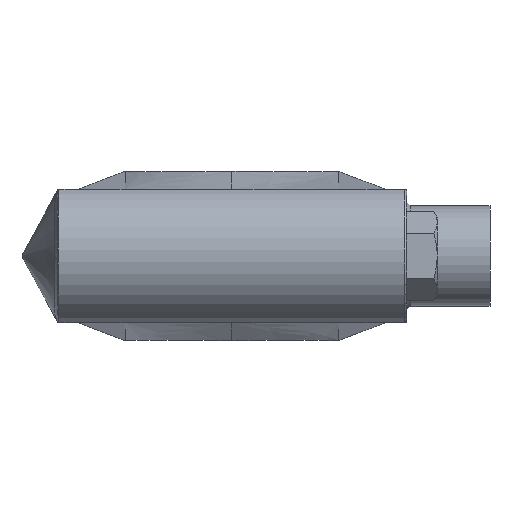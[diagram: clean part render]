
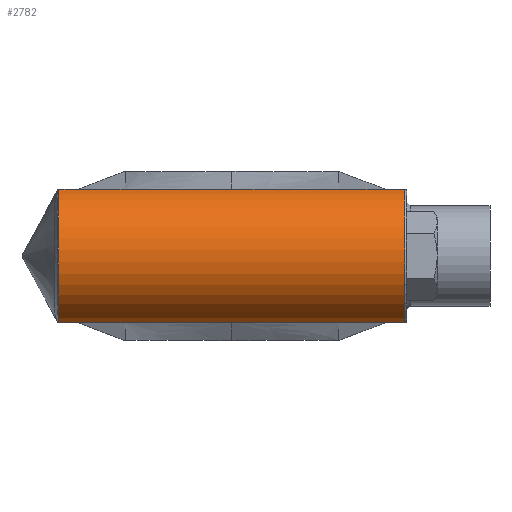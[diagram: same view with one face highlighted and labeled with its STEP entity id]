
A CAD part, left-side view. The second image highlights one B-rep face of the part: STEP entity #2782.
In plain terms, the highlighted cylindrical face has radius 9.982 mm (diameter 19.964 mm), a partial arc.
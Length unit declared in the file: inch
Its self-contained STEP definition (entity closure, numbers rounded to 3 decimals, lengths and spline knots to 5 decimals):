
#10 = EDGE_CURVE ( 'NONE', #1017, #256, #1947, .T. ) ;
#50 = EDGE_CURVE ( 'NONE', #1043, #797, #1111, .T. ) ;
#51 = DIRECTION ( 'NONE',  ( 0., -1., 0. ) ) ;
#96 = CARTESIAN_POINT ( 'NONE',  ( -0.96958, 1.476, 0.375 ) ) ;
#139 = ORIENTED_EDGE ( 'NONE', *, *, #199, .F. ) ;
#151 = DIRECTION ( 'NONE',  ( 0., -1., 0. ) ) ;
#175 = CARTESIAN_POINT ( 'NONE',  ( -0.96958, 0.031, -0.375 ) ) ;
#199 = EDGE_CURVE ( 'NONE', #1156, #1692, #995, .T. ) ;
#217 = VECTOR ( 'NONE', #2909, 39.37008 ) ;
#256 = VERTEX_POINT ( 'NONE', #789 ) ;
#335 = LINE ( 'NONE', #3304, #590 ) ;
#344 = CARTESIAN_POINT ( 'NONE',  ( -0.852, -0.614, 0. ) ) ;
#373 = CARTESIAN_POINT ( 'NONE',  ( -0.96958, -0.614, -0.375 ) ) ;
#378 = VECTOR ( 'NONE', #51, 39.37008 ) ;
#424 = LINE ( 'NONE', #1822, #2489 ) ;
#427 = VERTEX_POINT ( 'NONE', #1907 ) ;
#536 = AXIS2_PLACEMENT_3D ( 'NONE', #3339, #1711, #2505 ) ;
#543 = EDGE_CURVE ( 'NONE', #2256, #682, #1577, .T. ) ;
#556 = EDGE_CURVE ( 'NONE', #1017, #1156, #2193, .T. ) ;
#590 = VECTOR ( 'NONE', #3029, 39.37008 ) ;
#682 = VERTEX_POINT ( 'NONE', #937 ) ;
#705 = EDGE_LOOP ( 'NONE', ( #1712, #2542, #2755, #3020, #2936, #1808, #139, #2058, #2392, #2437, #3491, #1963, #2800, #1820 ) ) ;
#725 = CARTESIAN_POINT ( 'NONE',  ( -0.96958, -0.169, -0.375 ) ) ;
#739 = CARTESIAN_POINT ( 'NONE',  ( -0.96958, 0.431, 0.375 ) ) ;
#789 = CARTESIAN_POINT ( 'NONE',  ( -0.96958, -0.541, 0.375 ) ) ;
#797 = VERTEX_POINT ( 'NONE', #1561 ) ;
#920 = DIRECTION ( 'NONE',  ( 0., 1., 0. ) ) ;
#937 = CARTESIAN_POINT ( 'NONE',  ( -0.96958, 1.403, -0.375 ) ) ;
#940 = CARTESIAN_POINT ( 'NONE',  ( -0.96958, -0.431, -0.375 ) ) ;
#958 = LINE ( 'NONE', #2897, #217 ) ;
#995 = LINE ( 'NONE', #373, #1547 ) ;
#1017 = VERTEX_POINT ( 'NONE', #1221 ) ;
#1043 = VERTEX_POINT ( 'NONE', #2007 ) ;
#1111 = LINE ( 'NONE', #96, #378 ) ;
#1117 = CARTESIAN_POINT ( 'NONE',  ( -0.96958, 1.293, -0.375 ) ) ;
#1138 = DIRECTION ( 'NONE',  ( 0., 1., 0. ) ) ;
#1155 = CYLINDRICAL_SURFACE ( 'NONE', #1573, 0.393 ) ;
#1156 = VERTEX_POINT ( 'NONE', #940 ) ;
#1196 = VECTOR ( 'NONE', #1441, 39.37008 ) ;
#1221 = CARTESIAN_POINT ( 'NONE',  ( -0.96958, -0.541, -0.375 ) ) ;
#1307 = CARTESIAN_POINT ( 'NONE',  ( -0.96958, 0.031, 0.375 ) ) ;
#1313 = EDGE_CURVE ( 'NONE', #1640, #427, #3474, .T. ) ;
#1369 = CARTESIAN_POINT ( 'NONE',  ( -0.96958, 1.031, 0.375 ) ) ;
#1441 = DIRECTION ( 'NONE',  ( 0., 1., 0. ) ) ;
#1483 = VECTOR ( 'NONE', #1138, 39.37008 ) ;
#1493 = EDGE_CURVE ( 'NONE', #256, #1850, #958, .T. ) ;
#1500 = CARTESIAN_POINT ( 'NONE',  ( -0.96958, -0.431, 0.375 ) ) ;
#1547 = VECTOR ( 'NONE', #2834, 39.37008 ) ;
#1561 = CARTESIAN_POINT ( 'NONE',  ( -0.96958, 1.031, 0.375 ) ) ;
#1573 = AXIS2_PLACEMENT_3D ( 'NONE', #344, #920, #1693 ) ;
#1577 = CIRCLE ( 'NONE', #2993, 0.393 ) ;
#1612 = VERTEX_POINT ( 'NONE', #1117 ) ;
#1633 = CARTESIAN_POINT ( 'NONE',  ( -0.96958, 0.431, 0.375 ) ) ;
#1640 = VERTEX_POINT ( 'NONE', #2691 ) ;
#1649 = VERTEX_POINT ( 'NONE', #2996 ) ;
#1685 = DIRECTION ( 'NONE',  ( 0., 0., 1. ) ) ;
#1692 = VERTEX_POINT ( 'NONE', #3042 ) ;
#1693 = DIRECTION ( 'NONE',  ( 0., 0., 1. ) ) ;
#1711 = DIRECTION ( 'NONE',  ( 0., 1., 0. ) ) ;
#1712 = ORIENTED_EDGE ( 'NONE', *, *, #3433, .F. ) ;
#1718 = CARTESIAN_POINT ( 'NONE',  ( -0.96958, -0.551, -0.375 ) ) ;
#1808 = ORIENTED_EDGE ( 'NONE', *, *, #3348, .T. ) ;
#1820 = ORIENTED_EDGE ( 'NONE', *, *, #50, .F. ) ;
#1822 = CARTESIAN_POINT ( 'NONE',  ( -0.96958, 1.413, 0.375 ) ) ;
#1840 = B_SPLINE_CURVE_WITH_KNOTS ( 'NONE', 3,
 ( #1633, #2970, #3215, #1369 ),
 .UNSPECIFIED., .F., .F.,
 ( 4, 4 ),
 ( 0., 1. ),
 .UNSPECIFIED. ) ;
#1850 = VERTEX_POINT ( 'NONE', #1500 ) ;
#1907 = CARTESIAN_POINT ( 'NONE',  ( -0.96958, 1.031, -0.375 ) ) ;
#1947 = CIRCLE ( 'NONE', #536, 0.393 ) ;
#1963 = ORIENTED_EDGE ( 'NONE', *, *, #2371, .F. ) ;
#2007 = CARTESIAN_POINT ( 'NONE',  ( -0.96958, 1.293, 0.375 ) ) ;
#2058 = ORIENTED_EDGE ( 'NONE', *, *, #556, .F. ) ;
#2061 = CARTESIAN_POINT ( 'NONE',  ( -0.96958, 1.031, -0.375 ) ) ;
#2082 = CARTESIAN_POINT ( 'NONE',  ( -0.96958, 0.831, -0.375 ) ) ;
#2088 = DIRECTION ( 'NONE',  ( 0., -1., 0. ) ) ;
#2095 = CARTESIAN_POINT ( 'NONE',  ( -0.96958, 0.431, -0.375 ) ) ;
#2102 = CARTESIAN_POINT ( 'NONE',  ( -0.96958, 1.476, -0.375 ) ) ;
#2105 = EDGE_CURVE ( 'NONE', #1850, #2313, #2454, .T. ) ;
#2131 = B_SPLINE_CURVE_WITH_KNOTS ( 'NONE', 3,
 ( #3437, #2337, #175, #725 ),
 .UNSPECIFIED., .F., .F.,
 ( 4, 4 ),
 ( 0., 1. ),
 .UNSPECIFIED. ) ;
#2159 = B_SPLINE_CURVE_WITH_KNOTS ( 'NONE', 3,
 ( #739, #3429, #1307, #3190 ),
 .UNSPECIFIED., .F., .F.,
 ( 4, 4 ),
 ( 0., 1. ),
 .UNSPECIFIED. ) ;
#2193 = LINE ( 'NONE', #1718, #1483 ) ;
#2256 = VERTEX_POINT ( 'NONE', #3380 ) ;
#2313 = VERTEX_POINT ( 'NONE', #3453 ) ;
#2337 = CARTESIAN_POINT ( 'NONE',  ( -0.96958, 0.231, -0.375 ) ) ;
#2371 = EDGE_CURVE ( 'NONE', #1649, #2313, #2159, .T. ) ;
#2392 = ORIENTED_EDGE ( 'NONE', *, *, #10, .T. ) ;
#2437 = ORIENTED_EDGE ( 'NONE', *, *, #1493, .T. ) ;
#2446 = EDGE_CURVE ( 'NONE', #1649, #797, #1840, .T. ) ;
#2454 = LINE ( 'NONE', #3056, #1196 ) ;
#2483 = DIRECTION ( 'NONE',  ( 0., -1., 0. ) ) ;
#2489 = VECTOR ( 'NONE', #2088, 39.37008 ) ;
#2505 = DIRECTION ( 'NONE',  ( 0., 0., -1. ) ) ;
#2542 = ORIENTED_EDGE ( 'NONE', *, *, #543, .T. ) ;
#2552 = EDGE_CURVE ( 'NONE', #682, #1612, #335, .T. ) ;
#2627 = FACE_OUTER_BOUND ( 'NONE', #705, .T. ) ;
#2691 = CARTESIAN_POINT ( 'NONE',  ( -0.96958, 0.431, -0.375 ) ) ;
#2755 = ORIENTED_EDGE ( 'NONE', *, *, #2552, .T. ) ;
#2782 = ADVANCED_FACE ( 'NONE', ( #2627 ), #1155, .T. ) ;
#2800 = ORIENTED_EDGE ( 'NONE', *, *, #2446, .T. ) ;
#2834 = DIRECTION ( 'NONE',  ( 0., 1., 0. ) ) ;
#2897 = CARTESIAN_POINT ( 'NONE',  ( -0.96958, -0.551, 0.375 ) ) ;
#2909 = DIRECTION ( 'NONE',  ( 0., 1., 0. ) ) ;
#2936 = ORIENTED_EDGE ( 'NONE', *, *, #1313, .F. ) ;
#2960 = LINE ( 'NONE', #2102, #3490 ) ;
#2970 = CARTESIAN_POINT ( 'NONE',  ( -0.96958, 0.631, 0.375 ) ) ;
#2993 = AXIS2_PLACEMENT_3D ( 'NONE', #3035, #2483, #1685 ) ;
#2996 = CARTESIAN_POINT ( 'NONE',  ( -0.96958, 0.431, 0.375 ) ) ;
#3020 = ORIENTED_EDGE ( 'NONE', *, *, #3359, .T. ) ;
#3029 = DIRECTION ( 'NONE',  ( 0., -1., 0. ) ) ;
#3035 = CARTESIAN_POINT ( 'NONE',  ( -0.852, 1.403, 0. ) ) ;
#3042 = CARTESIAN_POINT ( 'NONE',  ( -0.96958, -0.169, -0.375 ) ) ;
#3056 = CARTESIAN_POINT ( 'NONE',  ( -0.96958, -0.614, 0.375 ) ) ;
#3190 = CARTESIAN_POINT ( 'NONE',  ( -0.96958, -0.169, 0.375 ) ) ;
#3215 = CARTESIAN_POINT ( 'NONE',  ( -0.96958, 0.831, 0.375 ) ) ;
#3304 = CARTESIAN_POINT ( 'NONE',  ( -0.96958, 1.413, -0.375 ) ) ;
#3339 = CARTESIAN_POINT ( 'NONE',  ( -0.852, -0.541, 0. ) ) ;
#3348 = EDGE_CURVE ( 'NONE', #1640, #1692, #2131, .T. ) ;
#3359 = EDGE_CURVE ( 'NONE', #1612, #427, #2960, .T. ) ;
#3380 = CARTESIAN_POINT ( 'NONE',  ( -0.96958, 1.403, 0.375 ) ) ;
#3429 = CARTESIAN_POINT ( 'NONE',  ( -0.96958, 0.231, 0.375 ) ) ;
#3433 = EDGE_CURVE ( 'NONE', #2256, #1043, #424, .T. ) ;
#3434 = CARTESIAN_POINT ( 'NONE',  ( -0.96958, 0.631, -0.375 ) ) ;
#3437 = CARTESIAN_POINT ( 'NONE',  ( -0.96958, 0.431, -0.375 ) ) ;
#3453 = CARTESIAN_POINT ( 'NONE',  ( -0.96958, -0.169, 0.375 ) ) ;
#3474 = B_SPLINE_CURVE_WITH_KNOTS ( 'NONE', 3,
 ( #2095, #3434, #2082, #2061 ),
 .UNSPECIFIED., .F., .F.,
 ( 4, 4 ),
 ( 0., 1. ),
 .UNSPECIFIED. ) ;
#3490 = VECTOR ( 'NONE', #151, 39.37008 ) ;
#3491 = ORIENTED_EDGE ( 'NONE', *, *, #2105, .T. ) ;
